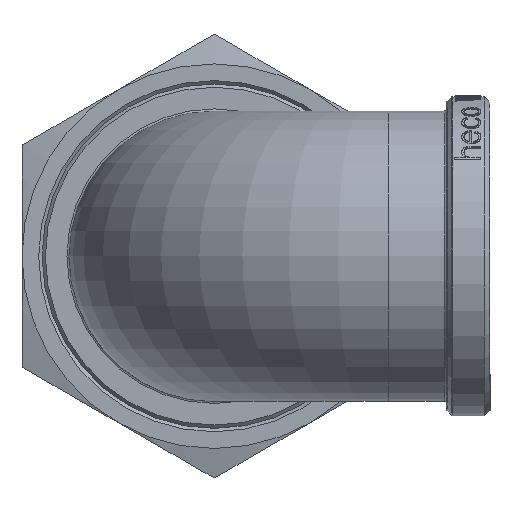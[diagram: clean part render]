
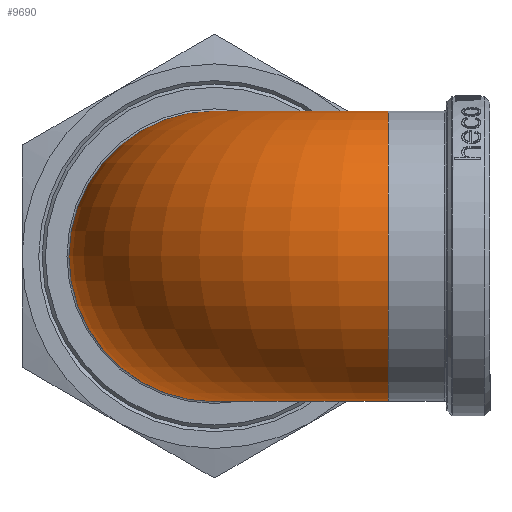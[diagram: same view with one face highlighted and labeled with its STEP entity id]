
A CAD part, left-side view. The second image highlights one B-rep face of the part: STEP entity #9690.
In plain terms, the highlighted toroidal (fillet/blend) face has major radius 24 mm and minor radius 20 mm.
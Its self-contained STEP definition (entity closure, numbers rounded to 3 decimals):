
#166 = VERTEX_POINT ( 'NONE', #15248 ) ;
#257 = EDGE_CURVE ( 'NONE', #12177, #12177, #11949, .T. ) ;
#497 = AXIS2_PLACEMENT_3D ( 'NONE', #12310, #12620, #12158 ) ;
#2446 = AXIS2_PLACEMENT_3D ( 'NONE', #2485, #2486, #2487 ) ;
#2485 = CARTESIAN_POINT ( 'NONE',  ( 0., 0., 0. ) ) ;
#2486 = DIRECTION ( 'NONE',  ( 0., 0., -1. ) ) ;
#2487 = DIRECTION ( 'NONE',  ( 0., 1., 0. ) ) ;
#8366 = TOROIDAL_SURFACE ( 'NONE', #2446, 24., 20. ) ;
#9541 = ORIENTED_EDGE ( 'NONE', *, *, #16338, .F. ) ;
#9690 = ADVANCED_FACE ( 'NONE', ( #11372, #11332 ), #8366, .T. ) ;
#11332 = FACE_OUTER_BOUND ( 'NONE', #19393, .T. ) ;
#11372 = FACE_OUTER_BOUND ( 'NONE', #19362, .T. ) ;
#11949 = CIRCLE ( 'NONE', #497, 20. ) ;
#12158 = DIRECTION ( 'NONE',  ( 0., 1., 0. ) ) ;
#12177 = VERTEX_POINT ( 'NONE', #15183 ) ;
#12310 = CARTESIAN_POINT ( 'NONE',  ( 0., 24., 0. ) ) ;
#12620 = DIRECTION ( 'NONE',  ( 1., 0., 0. ) ) ;
#14485 = CARTESIAN_POINT ( 'NONE',  ( -24., 0., 0. ) ) ;
#14487 = DIRECTION ( 'NONE',  ( 0., -1., 0. ) ) ;
#14489 = DIRECTION ( 'NONE',  ( -1., 0., 0. ) ) ;
#15183 = CARTESIAN_POINT ( 'NONE',  ( 0., 44., 0. ) ) ;
#15248 = CARTESIAN_POINT ( 'NONE',  ( -44., 0., 0. ) ) ;
#16185 = AXIS2_PLACEMENT_3D ( 'NONE', #14485, #14487, #14489 ) ;
#16338 = EDGE_CURVE ( 'NONE', #166, #166, #18453, .T. ) ;
#18453 = CIRCLE ( 'NONE', #16185, 20. ) ;
#19253 = ORIENTED_EDGE ( 'NONE', *, *, #257, .F. ) ;
#19362 = EDGE_LOOP ( 'NONE', ( #19253 ) ) ;
#19393 = EDGE_LOOP ( 'NONE', ( #9541 ) ) ;
